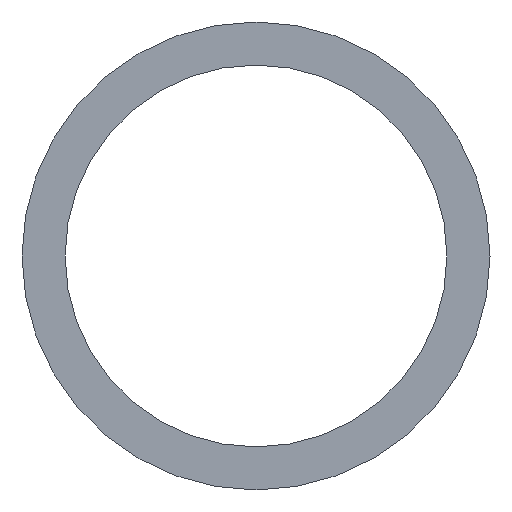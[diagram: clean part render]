
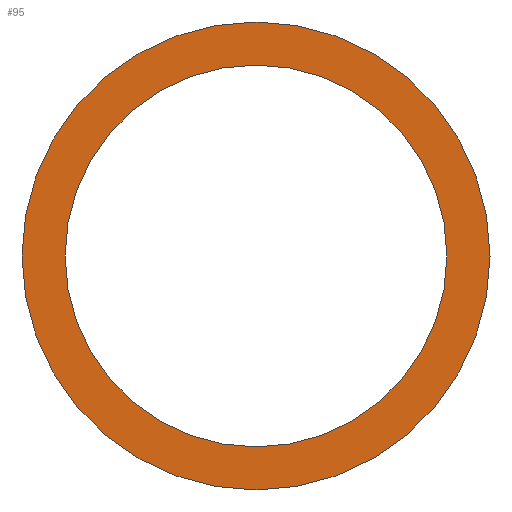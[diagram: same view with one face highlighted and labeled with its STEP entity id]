
A CAD part, left-side view. The second image highlights one B-rep face of the part: STEP entity #95.
In plain terms, the highlighted planar face has unit normal (-1, 0, 0).
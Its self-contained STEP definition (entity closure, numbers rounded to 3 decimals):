
#51 = VERTEX_POINT( '', #121 );
#55 = EDGE_CURVE( '', #87, #101, #127, .T. );
#65 = EDGE_CURVE( '', #51, #83, #137, .T. );
#71 = EDGE_CURVE( '', #83, #51, #144, .T. );
#83 = VERTEX_POINT( '', #157 );
#87 = VERTEX_POINT( '', #162 );
#95 = ADVANCED_FACE( '', ( #170, #171 ), #172, .F. );
#97 = EDGE_CURVE( '', #101, #87, #174, .T. );
#101 = VERTEX_POINT( '', #179 );
#121 = CARTESIAN_POINT( '', ( 0., 0., 31.5 ) );
#127 = CIRCLE( '', #196, 25.7 );
#137 = CIRCLE( '', #209, 31.5 );
#144 = CIRCLE( '', #218, 31.5 );
#157 = CARTESIAN_POINT( '', ( 0., 0., -31.5 ) );
#162 = CARTESIAN_POINT( '', ( 0., 0., 25.7 ) );
#170 = FACE_OUTER_BOUND( '', #252, .T. );
#171 = FACE_BOUND( '', #253, .T. );
#172 = PLANE( '', #254 );
#174 = CIRCLE( '', #257, 25.7 );
#179 = CARTESIAN_POINT( '', ( 0., 0., -25.7 ) );
#196 = AXIS2_PLACEMENT_3D( '', #274, #275, #276 );
#209 = AXIS2_PLACEMENT_3D( '', #282, #283, #284 );
#218 = AXIS2_PLACEMENT_3D( '', #296, #297, #298 );
#252 = EDGE_LOOP( '', ( #325, #326 ) );
#253 = EDGE_LOOP( '', ( #327, #328 ) );
#254 = AXIS2_PLACEMENT_3D( '', #329, #330, #331 );
#257 = AXIS2_PLACEMENT_3D( '', #332, #333, #334 );
#274 = CARTESIAN_POINT( '', ( 0., 0., 0. ) );
#275 = DIRECTION( '', ( 1., 0., 0. ) );
#276 = DIRECTION( '', ( 0., 0., -1. ) );
#282 = CARTESIAN_POINT( '', ( 0., 0., 0. ) );
#283 = DIRECTION( '', ( 1., 0., 0. ) );
#284 = DIRECTION( '', ( 0., 0., -1. ) );
#296 = CARTESIAN_POINT( '', ( 0., 0., 0. ) );
#297 = DIRECTION( '', ( 1., 0., 0. ) );
#298 = DIRECTION( '', ( 0., 0., -1. ) );
#325 = ORIENTED_EDGE( '', *, *, #71, .F. );
#326 = ORIENTED_EDGE( '', *, *, #65, .F. );
#327 = ORIENTED_EDGE( '', *, *, #97, .T. );
#328 = ORIENTED_EDGE( '', *, *, #55, .T. );
#329 = CARTESIAN_POINT( '', ( 0., 0., 0. ) );
#330 = DIRECTION( '', ( 1., 0., 0. ) );
#331 = DIRECTION( '', ( 0., 0., -1. ) );
#332 = CARTESIAN_POINT( '', ( 0., 0., 0. ) );
#333 = DIRECTION( '', ( 1., 0., 0. ) );
#334 = DIRECTION( '', ( 0., 0., -1. ) );
